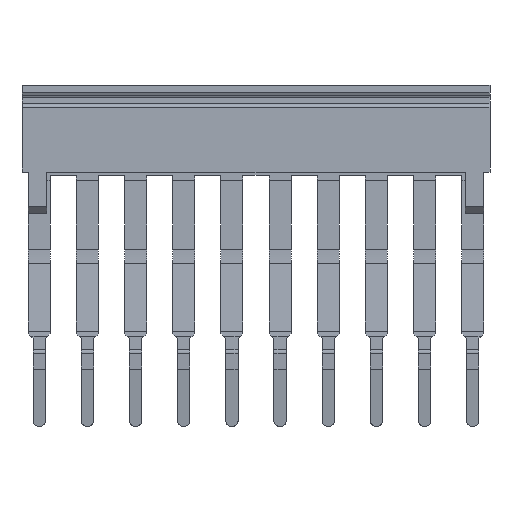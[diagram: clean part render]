
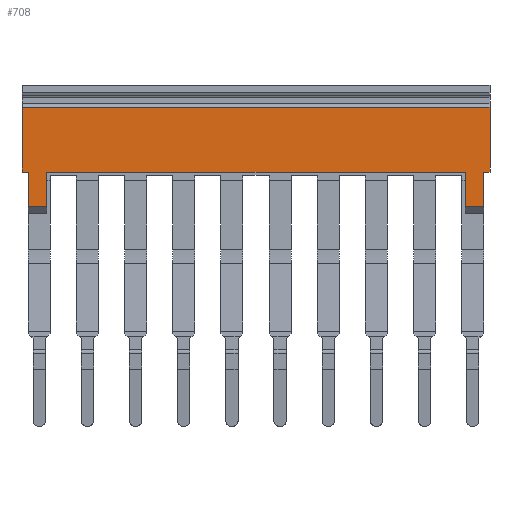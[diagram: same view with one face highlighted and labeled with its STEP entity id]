
A CAD part, front view. The second image highlights one B-rep face of the part: STEP entity #708.
In plain terms, the highlighted planar face has unit normal (0, -1, 0).
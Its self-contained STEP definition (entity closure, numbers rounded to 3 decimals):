
#682=AXIS2_PLACEMENT_3D('Plane Axis2P3D',#679,#680,#681) ;
#166=CARTESIAN_POINT('Vertex',(1.8,0.3,18.5)) ;
#169=CARTESIAN_POINT('Line Origine',(1.8,0.3,17.25)) ;
#173=CARTESIAN_POINT('Vertex',(1.8,0.3,16.)) ;
#206=CARTESIAN_POINT('Vertex',(32.2,0.3,18.5)) ;
#209=CARTESIAN_POINT('Line Origine',(17.,0.3,18.5)) ;
#251=CARTESIAN_POINT('Vertex',(32.2,0.3,16.)) ;
#254=CARTESIAN_POINT('Line Origine',(32.2,0.3,17.25)) ;
#273=CARTESIAN_POINT('Line Origine',(33.55,0.3,17.25)) ;
#277=CARTESIAN_POINT('Vertex',(33.55,0.3,18.5)) ;
#279=CARTESIAN_POINT('Vertex',(33.55,0.3,16.)) ;
#335=CARTESIAN_POINT('Vertex',(34.,0.3,18.5)) ;
#338=CARTESIAN_POINT('Line Origine',(33.775,0.3,18.5)) ;
#427=CARTESIAN_POINT('Vertex',(34.,0.3,23.2)) ;
#430=CARTESIAN_POINT('Line Origine',(34.,0.3,20.85)) ;
#505=CARTESIAN_POINT('Vertex',(0.,0.3,18.5)) ;
#508=CARTESIAN_POINT('Line Origine',(0.,0.3,20.85)) ;
#512=CARTESIAN_POINT('Vertex',(0.,0.3,23.2)) ;
#578=CARTESIAN_POINT('Vertex',(0.45,0.3,18.5)) ;
#581=CARTESIAN_POINT('Line Origine',(0.225,0.3,18.5)) ;
#604=CARTESIAN_POINT('Vertex',(0.45,0.3,16.)) ;
#607=CARTESIAN_POINT('Line Origine',(0.45,0.3,17.25)) ;
#645=CARTESIAN_POINT('Line Origine',(17.,0.3,23.2)) ;
#679=CARTESIAN_POINT('Axis2P3D Location',(17.,0.3,16.)) ;
#684=CARTESIAN_POINT('Line Origine',(32.875,0.3,16.)) ;
#689=CARTESIAN_POINT('Line Origine',(1.125,0.3,16.)) ;
#170=DIRECTION('Vector Direction',(0.,0.,-1.)) ;
#210=DIRECTION('Vector Direction',(1.,0.,0.)) ;
#255=DIRECTION('Vector Direction',(0.,0.,-1.)) ;
#274=DIRECTION('Vector Direction',(0.,0.,-1.)) ;
#339=DIRECTION('Vector Direction',(-1.,0.,0.)) ;
#431=DIRECTION('Vector Direction',(0.,0.,1.)) ;
#509=DIRECTION('Vector Direction',(0.,0.,1.)) ;
#582=DIRECTION('Vector Direction',(1.,0.,0.)) ;
#608=DIRECTION('Vector Direction',(0.,0.,-1.)) ;
#646=DIRECTION('Vector Direction',(-1.,0.,0.)) ;
#680=DIRECTION('Axis2P3D Direction',(0.,-1.,0.)) ;
#681=DIRECTION('Axis2P3D XDirection',(0.,0.,1.)) ;
#685=DIRECTION('Vector Direction',(-1.,0.,0.)) ;
#690=DIRECTION('Vector Direction',(-1.,0.,0.)) ;
#171=VECTOR('Line Direction',#170,1.) ;
#211=VECTOR('Line Direction',#210,1.) ;
#256=VECTOR('Line Direction',#255,1.) ;
#275=VECTOR('Line Direction',#274,1.) ;
#340=VECTOR('Line Direction',#339,1.) ;
#432=VECTOR('Line Direction',#431,1.) ;
#510=VECTOR('Line Direction',#509,1.) ;
#583=VECTOR('Line Direction',#582,1.) ;
#609=VECTOR('Line Direction',#608,1.) ;
#647=VECTOR('Line Direction',#646,1.) ;
#686=VECTOR('Line Direction',#685,1.) ;
#691=VECTOR('Line Direction',#690,1.) ;
#695=ORIENTED_EDGE('',*,*,#175,.F.) ;
#696=ORIENTED_EDGE('',*,*,#213,.T.) ;
#697=ORIENTED_EDGE('',*,*,#258,.T.) ;
#698=ORIENTED_EDGE('',*,*,#688,.F.) ;
#699=ORIENTED_EDGE('',*,*,#281,.F.) ;
#700=ORIENTED_EDGE('',*,*,#342,.F.) ;
#701=ORIENTED_EDGE('',*,*,#434,.T.) ;
#702=ORIENTED_EDGE('',*,*,#649,.T.) ;
#703=ORIENTED_EDGE('',*,*,#514,.F.) ;
#704=ORIENTED_EDGE('',*,*,#585,.T.) ;
#705=ORIENTED_EDGE('',*,*,#611,.T.) ;
#706=ORIENTED_EDGE('',*,*,#693,.F.) ;
#708=ADVANCED_FACE('KU',(#707),#683,.T.) ;
#175=EDGE_CURVE('',#167,#174,#172,.T.) ;
#213=EDGE_CURVE('',#167,#207,#212,.T.) ;
#258=EDGE_CURVE('',#207,#252,#257,.T.) ;
#281=EDGE_CURVE('',#278,#280,#276,.T.) ;
#342=EDGE_CURVE('',#336,#278,#341,.T.) ;
#434=EDGE_CURVE('',#336,#428,#433,.T.) ;
#514=EDGE_CURVE('',#506,#513,#511,.T.) ;
#585=EDGE_CURVE('',#506,#579,#584,.T.) ;
#611=EDGE_CURVE('',#579,#605,#610,.T.) ;
#649=EDGE_CURVE('',#428,#513,#648,.T.) ;
#688=EDGE_CURVE('',#280,#252,#687,.T.) ;
#693=EDGE_CURVE('',#174,#605,#692,.T.) ;
#694=EDGE_LOOP('',(#695,#696,#697,#698,#699,#700,#701,#702,#703,#704,#705,#706)) ;
#707=FACE_OUTER_BOUND('',#694,.T.) ;
#172=LINE('Line',#169,#171) ;
#212=LINE('Line',#209,#211) ;
#257=LINE('Line',#254,#256) ;
#276=LINE('Line',#273,#275) ;
#341=LINE('Line',#338,#340) ;
#433=LINE('Line',#430,#432) ;
#511=LINE('Line',#508,#510) ;
#584=LINE('Line',#581,#583) ;
#610=LINE('Line',#607,#609) ;
#648=LINE('Line',#645,#647) ;
#687=LINE('Line',#684,#686) ;
#692=LINE('Line',#689,#691) ;
#683=PLANE('',#682) ;
#167=VERTEX_POINT('',#166) ;
#174=VERTEX_POINT('',#173) ;
#207=VERTEX_POINT('',#206) ;
#252=VERTEX_POINT('',#251) ;
#278=VERTEX_POINT('',#277) ;
#280=VERTEX_POINT('',#279) ;
#336=VERTEX_POINT('',#335) ;
#428=VERTEX_POINT('',#427) ;
#506=VERTEX_POINT('',#505) ;
#513=VERTEX_POINT('',#512) ;
#579=VERTEX_POINT('',#578) ;
#605=VERTEX_POINT('',#604) ;
